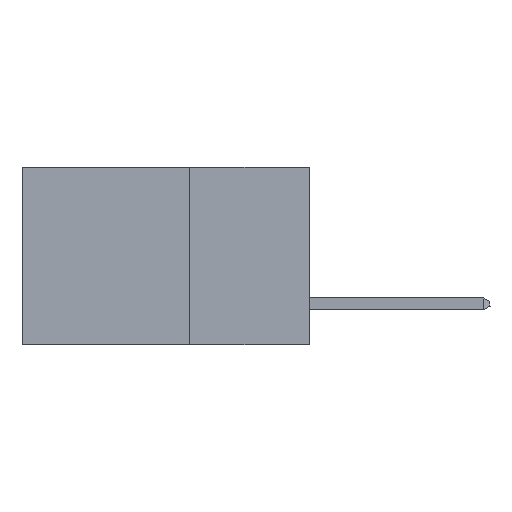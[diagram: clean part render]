
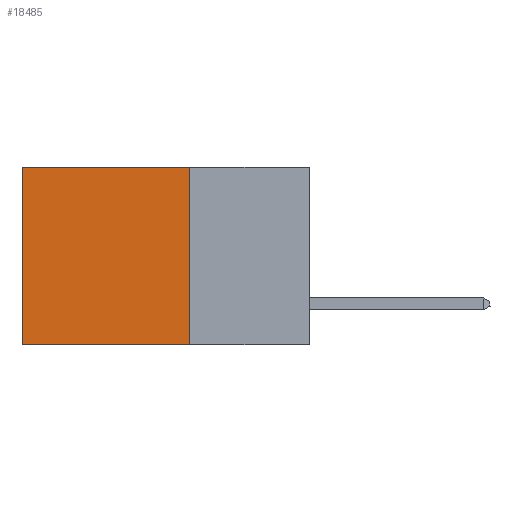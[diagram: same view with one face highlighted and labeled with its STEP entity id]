
A CAD part, left-side view. The second image highlights one B-rep face of the part: STEP entity #18485.
In plain terms, the highlighted planar face has unit normal (-1, 0, 0).
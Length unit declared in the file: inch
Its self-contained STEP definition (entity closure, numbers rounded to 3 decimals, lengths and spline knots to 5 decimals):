
#2358 = ORIENTED_EDGE ( 'NONE', *, *, #30115, .T. ) ;
#2677 = LINE ( 'NONE', #11215, #6235 ) ;
#3876 = ORIENTED_EDGE ( 'NONE', *, *, #22157, .F. ) ;
#4529 = DIRECTION ( 'NONE',  ( 0., 1., 0. ) ) ;
#6235 = VECTOR ( 'NONE', #4529, 39.37008 ) ;
#8598 = VECTOR ( 'NONE', #24915, 39.37008 ) ;
#10290 = VECTOR ( 'NONE', #19702, 39.37008 ) ;
#10691 = CARTESIAN_POINT ( 'NONE',  ( 0.2875, 0.6, 0. ) ) ;
#11215 = CARTESIAN_POINT ( 'NONE',  ( 0.2875, 0.25, -0.37 ) ) ;
#11298 = DIRECTION ( 'NONE',  ( 0., 0., -1. ) ) ;
#11496 = DIRECTION ( 'NONE',  ( 0., 0., -1. ) ) ;
#11976 = FACE_OUTER_BOUND ( 'NONE', #24066, .T. ) ;
#12924 = LINE ( 'NONE', #25743, #10290 ) ;
#13782 = CARTESIAN_POINT ( 'NONE',  ( 0.2875, 0.25, 0. ) ) ;
#14032 = VECTOR ( 'NONE', #11298, 39.37008 ) ;
#15793 = ORIENTED_EDGE ( 'NONE', *, *, #29009, .F. ) ;
#17644 = EDGE_CURVE ( 'NONE', #24353, #32906, #12924, .T. ) ;
#18485 = ADVANCED_FACE ( 'NONE', ( #11976 ), #24300, .F. ) ;
#18725 = ORIENTED_EDGE ( 'NONE', *, *, #17644, .T. ) ;
#19239 = VERTEX_POINT ( 'NONE', #27178 ) ;
#19702 = DIRECTION ( 'NONE',  ( 0., 1., 0. ) ) ;
#19897 = VERTEX_POINT ( 'NONE', #32938 ) ;
#20499 = LINE ( 'NONE', #35491, #8598 ) ;
#22157 = EDGE_CURVE ( 'NONE', #19897, #19239, #2677, .T. ) ;
#24066 = EDGE_LOOP ( 'NONE', ( #2358, #3876, #15793, #18725 ) ) ;
#24300 = PLANE ( 'NONE',  #31804 ) ;
#24353 = VERTEX_POINT ( 'NONE', #35451 ) ;
#24915 = DIRECTION ( 'NONE',  ( 0., 0., -1. ) ) ;
#25743 = CARTESIAN_POINT ( 'NONE',  ( 0.2875, 0.25, 0. ) ) ;
#26613 = CARTESIAN_POINT ( 'NONE',  ( 0.2875, 0.25, 0. ) ) ;
#27178 = CARTESIAN_POINT ( 'NONE',  ( 0.2875, 0.6, -0.37 ) ) ;
#27467 = DIRECTION ( 'NONE',  ( 1., 0., 0. ) ) ;
#29009 = EDGE_CURVE ( 'NONE', #24353, #19897, #31681, .T. ) ;
#30115 = EDGE_CURVE ( 'NONE', #32906, #19239, #20499, .T. ) ;
#31681 = LINE ( 'NONE', #13782, #14032 ) ;
#31804 = AXIS2_PLACEMENT_3D ( 'NONE', #26613, #27467, #11496 ) ;
#32906 = VERTEX_POINT ( 'NONE', #10691 ) ;
#32938 = CARTESIAN_POINT ( 'NONE',  ( 0.2875, 0.25, -0.37 ) ) ;
#35451 = CARTESIAN_POINT ( 'NONE',  ( 0.2875, 0.25, 0. ) ) ;
#35491 = CARTESIAN_POINT ( 'NONE',  ( 0.2875, 0.6, 0. ) ) ;
